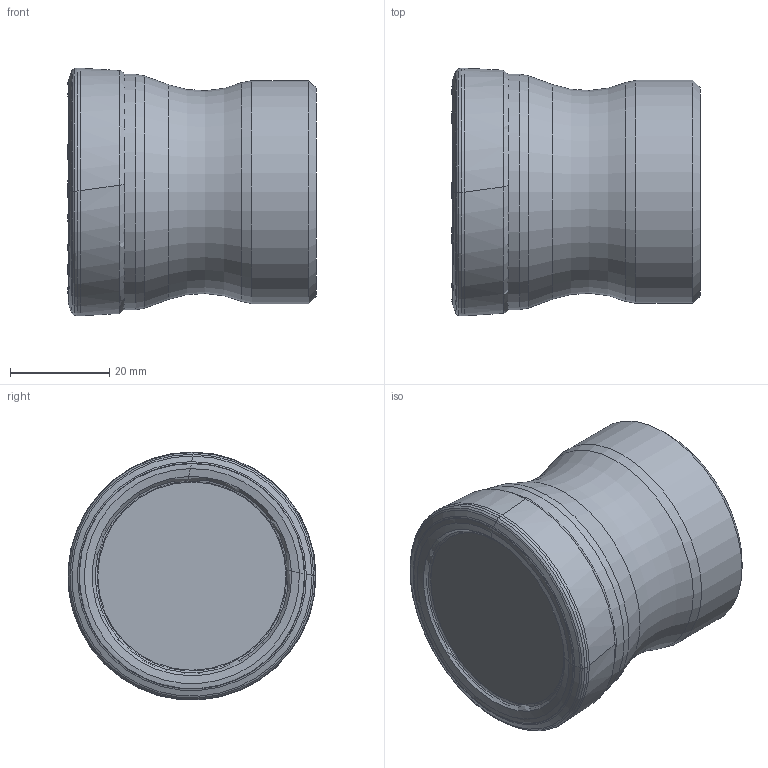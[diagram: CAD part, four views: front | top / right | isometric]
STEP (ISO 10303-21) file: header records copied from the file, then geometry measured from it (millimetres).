
FILE_DESCRIPTION(/* description */ (''),/* implementation_level */ '2;1');
FILE_NAME(/* name */ 'AHFM-LN0303-D050-A22-Z07-H.stp',/* time_stamp */ '2023-10-10T11:40:52+03:00',/* author */ (''),/* organization */ (''),/* preprocessor_version */ 'ST-DEVELOPER v19.4',/* originating_system */ 'SIEMENS PLM Software NX2306.5001',/* authorisation */ '');
FILE_SCHEMA (('AUTOMOTIVE_DESIGN { 1 0 10303 214 3 1 1 1 }'));
Length unit declared in the file: millimetre
Products named in the file (1): AHFM-LN0303-D050-A22-Z07-H-LIGHT_x_t_objects
Bounding box: 50.07 x 50.03 x 50.03 mm (x, y, z)
Volume: 86359.8 mm3; surface area: 14664 mm2
Topology: 2 solids, 2 shells, 60 faces, 117 edges, 59 vertices
Faces by surface type: bspline 44, torus 8, revolution 3, cylinder 2, plane 2, cone 1
Full cylindrical faces by diameter (mm): 45 x1, 47.5 x1
Entity records: 1982 total; most frequent: CARTESIAN_POINT 905, DIRECTION 213, ORIENTED_EDGE 206, EDGE_CURVE 103, AXIS2_PLACEMENT_3D 93, CIRCLE 79, EDGE_LOOP 74, ADVANCED_FACE 60
